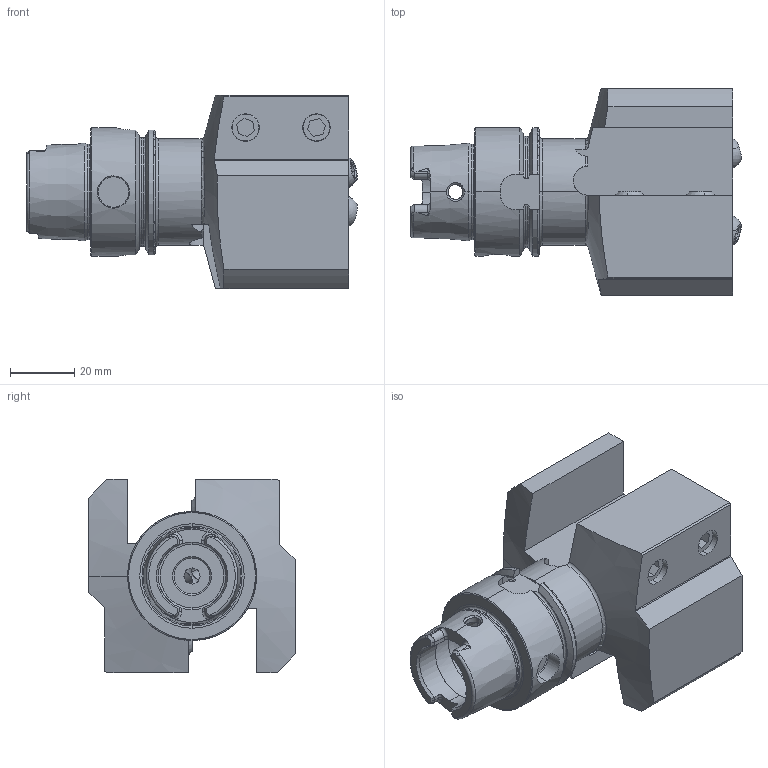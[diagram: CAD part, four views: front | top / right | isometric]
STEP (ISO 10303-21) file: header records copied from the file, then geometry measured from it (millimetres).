
FILE_DESCRIPTION (( 'STEP AP214' ), '1' );
FILE_NAME ('HA4.V20.R21.080.STEP', '2015-02-03T12:51:37', ( 'SWIAdmin' ), ( 'Hewlett-Packard Company' ), 'SwSTEP 2.0', 'SolidWorks 2012', '' );
FILE_SCHEMA (( 'AUTOMOTIVE_DESIGN' ));
Length unit declared in the file: millimetre
Products named in the file (6): KU1-U12.001.010; KU1-U12.001.010_2; KU1-U12.001.010_1; ISO 4026 - M10 x 25; HA4-V20.R21.080_A_Fertigbearbeitung; HA4.V20.R21.080
Assembly tree (9 placements, depth 3):
  HA4.V20.R21.080
    HA4-V20.R21.080_A_Fertigbearbeitung
    ISO 4026 - M10 x 25  x4
    KU1-U12.001.010  x2
      KU1-U12.001.010_1
      KU1-U12.001.010_2
Bounding box: 102.56 x 64 x 60 mm (x, y, z)
Volume: 153847.4 mm3; surface area: 38350.4 mm2
Topology: 9 solids, 9 shells, 318 faces, 830 edges, 522 vertices
Faces by surface type: plane 108, cylinder 95, cone 65, torus 36, sphere 8, bspline 6
Entity records: 10831 total; most frequent: CARTESIAN_POINT 3111, ORIENTED_EDGE 1344, DIRECTION 1277, EDGE_CURVE 672, AXIS2_PLACEMENT_3D 515, VERTEX_POINT 426, EDGE_LOOP 278, FACE_OUTER_BOUND 256
